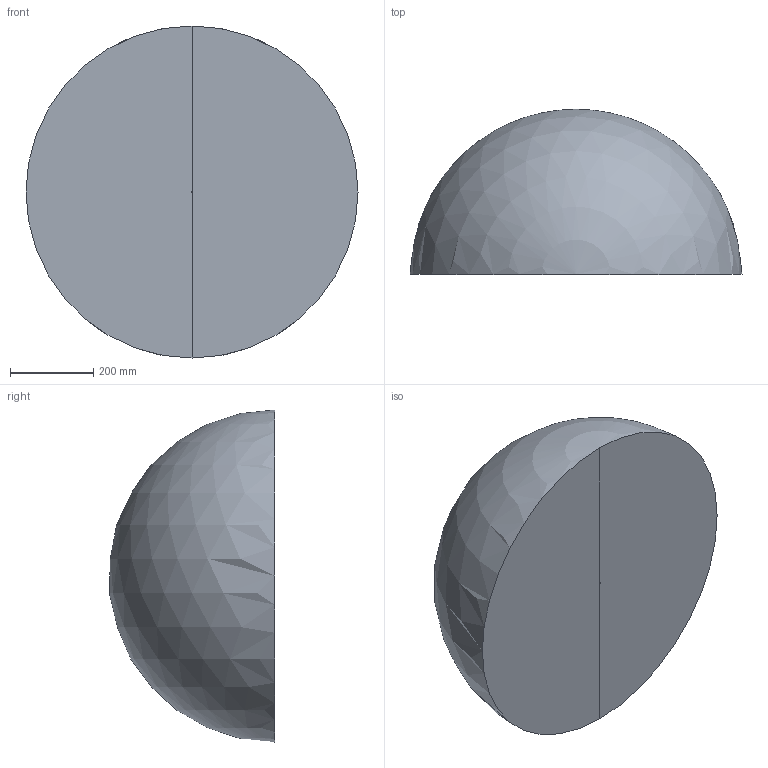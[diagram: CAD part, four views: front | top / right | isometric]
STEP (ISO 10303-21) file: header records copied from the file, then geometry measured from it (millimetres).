
FILE_DESCRIPTION(('FreeCAD Model'),'2;1');
FILE_NAME('Fork3.step','2019-07-28T18:15:41',( 'Author'),(''),'Open CASCADE STEP processor 7.3','FreeCAD','Unknown' );
FILE_SCHEMA(('AUTOMOTIVE_DESIGN { 1 0 10303 214 1 1 1 1 }'));
Length unit declared in the file: millimetre
Products named in the file (2): Fusion; Cut
Bounding box: 800 x 397.81 x 800 mm (x, y, z)
Volume: 134041286.6 mm3; surface area: 1520294.3 mm2
Topology: 2 solids, 2 shells, 40 faces, 88 edges, 52 vertices
Faces by surface type: plane 35, cylinder 4, sphere 1
Entity records: 2487 total; most frequent: CARTESIAN_POINT 393, DIRECTION 342, LINE 224, VECTOR 224, ORIENTED_EDGE 172, PCURVE 172, DEFINITIONAL_REPRESENTATION 172, EDGE_CURVE 86
